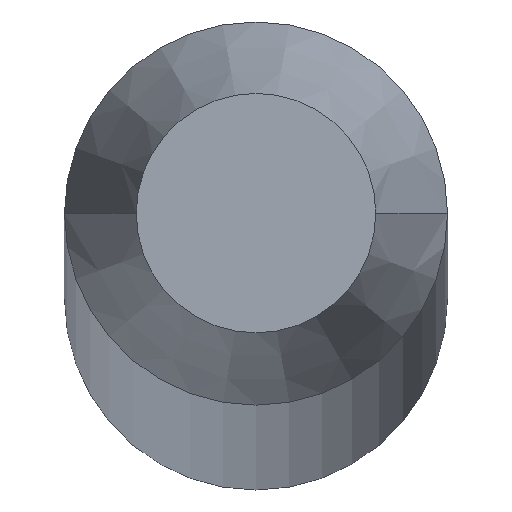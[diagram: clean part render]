
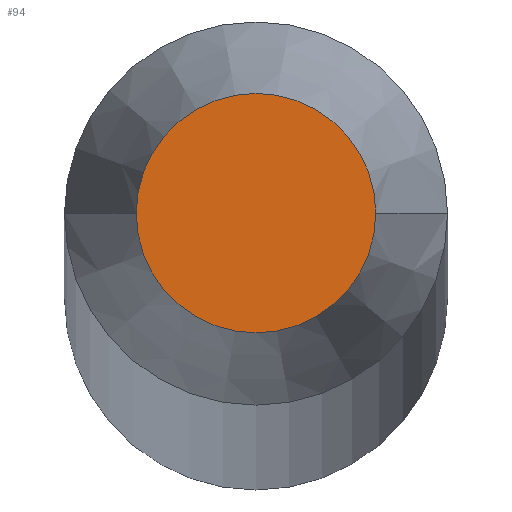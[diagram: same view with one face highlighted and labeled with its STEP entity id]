
A CAD part, top view. The second image highlights one B-rep face of the part: STEP entity #94.
In plain terms, the highlighted planar face has unit normal (0, 0, 1).
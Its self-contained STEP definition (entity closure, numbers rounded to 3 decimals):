
#14 = DIRECTION ( 'NONE',  ( 0., 0., 1. ) ) ;
#16 = DIRECTION ( 'NONE',  ( -1., 0., 0. ) ) ;
#19 = DIRECTION ( 'NONE',  ( 0., 0., -1. ) ) ;
#30 = VERTEX_POINT ( 'NONE', #116 ) ;
#48 = CARTESIAN_POINT ( 'NONE',  ( 0., 0., 1020. ) ) ;
#53 = AXIS2_PLACEMENT_3D ( 'NONE', #122, #19, #16 ) ;
#65 = ORIENTED_EDGE ( 'NONE', *, *, #205, .F. ) ;
#76 = EDGE_CURVE ( 'NONE', #81, #30, #214, .T. ) ;
#81 = VERTEX_POINT ( 'NONE', #115 ) ;
#83 = DIRECTION ( 'NONE',  ( 1., 0., 0. ) ) ;
#94 = ADVANCED_FACE ( 'NONE', ( #203 ), #133, .T. ) ;
#97 = DIRECTION ( 'NONE',  ( -1., 0., 0. ) ) ;
#104 = AXIS2_PLACEMENT_3D ( 'NONE', #48, #14, #83 ) ;
#115 = CARTESIAN_POINT ( 'NONE',  ( 2.5, 0., 1020. ) ) ;
#116 = CARTESIAN_POINT ( 'NONE',  ( -2.5, 0., 1020. ) ) ;
#117 = AXIS2_PLACEMENT_3D ( 'NONE', #219, #135, #97 ) ;
#122 = CARTESIAN_POINT ( 'NONE',  ( 0., 0., 1020. ) ) ;
#128 = ORIENTED_EDGE ( 'NONE', *, *, #76, .F. ) ;
#133 = PLANE ( 'NONE',  #104 ) ;
#135 = DIRECTION ( 'NONE',  ( 0., 0., -1. ) ) ;
#142 = EDGE_LOOP ( 'NONE', ( #65, #128 ) ) ;
#198 = CIRCLE ( 'NONE', #53, 2.5 ) ;
#203 = FACE_OUTER_BOUND ( 'NONE', #142, .T. ) ;
#205 = EDGE_CURVE ( 'NONE', #30, #81, #198, .T. ) ;
#214 = CIRCLE ( 'NONE', #117, 2.5 ) ;
#219 = CARTESIAN_POINT ( 'NONE',  ( 0., 0., 1020. ) ) ;
